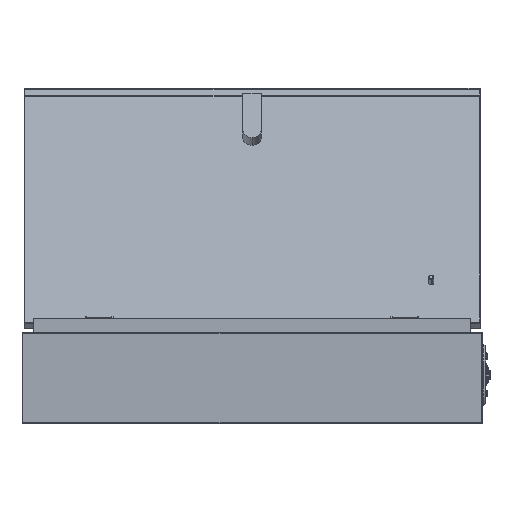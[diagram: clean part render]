
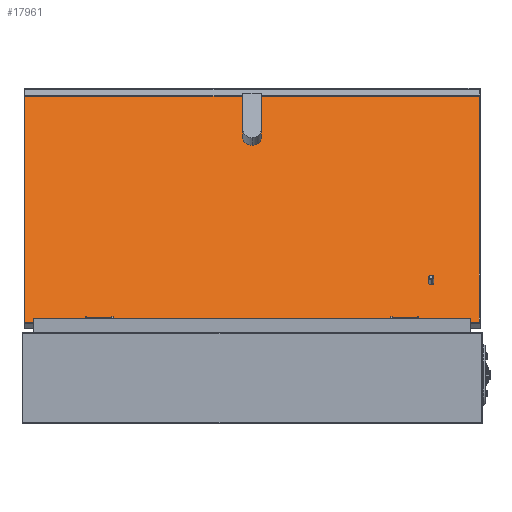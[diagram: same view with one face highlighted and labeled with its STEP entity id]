
A CAD part, left-side view. The second image highlights one B-rep face of the part: STEP entity #17961.
In plain terms, the highlighted face is planar.
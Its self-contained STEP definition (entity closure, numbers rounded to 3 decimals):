
#440 = EDGE_CURVE ( 'NONE', #19064, #4500, #17959, .T. ) ;
#760 = ORIENTED_EDGE ( 'NONE', *, *, #34093, .F. ) ;
#935 = CARTESIAN_POINT ( 'NONE',  ( 90., -220., -1. ) ) ;
#2945 = EDGE_CURVE ( 'NONE', #43688, #51106, #7599, .T. ) ;
#3076 = CARTESIAN_POINT ( 'NONE',  ( -109.5, 0., -1. ) ) ;
#3166 = EDGE_LOOP ( 'NONE', ( #14022, #21501 ) ) ;
#3388 = DIRECTION ( 'NONE',  ( 0., 0., -1. ) ) ;
#4059 = VERTEX_POINT ( 'NONE', #3076 ) ;
#4500 = VERTEX_POINT ( 'NONE', #13642 ) ;
#4695 = VECTOR ( 'NONE', #15421, 1000. ) ;
#5061 = CARTESIAN_POINT ( 'NONE',  ( -98., 0., -1. ) ) ;
#5795 = EDGE_CURVE ( 'NONE', #4059, #26733, #7666, .T. ) ;
#5866 = FACE_BOUND ( 'NONE', #29597, .T. ) ;
#6003 = LINE ( 'NONE', #32946, #7004 ) ;
#7004 = VECTOR ( 'NONE', #10150, 1000. ) ;
#7599 = LINE ( 'NONE', #24464, #33083 ) ;
#7666 = CIRCLE ( 'NONE', #13326, 11.5 ) ;
#8559 = CARTESIAN_POINT ( 'NONE',  ( 96., -220., -1. ) ) ;
#8564 = DIRECTION ( 'NONE',  ( 1., 0., 0. ) ) ;
#10150 = DIRECTION ( 'NONE',  ( -1., 0., 0. ) ) ;
#10544 = AXIS2_PLACEMENT_3D ( 'NONE', #26927, #37030, #13350 ) ;
#11842 = ORIENTED_EDGE ( 'NONE', *, *, #51834, .T. ) ;
#13326 = AXIS2_PLACEMENT_3D ( 'NONE', #5061, #13371, #30345 ) ;
#13350 = DIRECTION ( 'NONE',  ( 1., 0., 0. ) ) ;
#13371 = DIRECTION ( 'NONE',  ( 0., 0., 1. ) ) ;
#13642 = CARTESIAN_POINT ( 'NONE',  ( 152., 279., -1. ) ) ;
#13668 = CIRCLE ( 'NONE', #29183, 3. ) ;
#14022 = ORIENTED_EDGE ( 'NONE', *, *, #19140, .F. ) ;
#14188 = FACE_OUTER_BOUND ( 'NONE', #35361, .T. ) ;
#15421 = DIRECTION ( 'NONE',  ( 0., 1., 0. ) ) ;
#15845 = EDGE_CURVE ( 'NONE', #51106, #19064, #17257, .T. ) ;
#16414 = CARTESIAN_POINT ( 'NONE',  ( 0., -279., -1. ) ) ;
#17257 = LINE ( 'NONE', #16414, #36613 ) ;
#17959 = LINE ( 'NONE', #47496, #4695 ) ;
#17961 = ADVANCED_FACE ( 'NONE', ( #5866, #14188, #29470 ), #36173, .F. ) ;
#19064 = VERTEX_POINT ( 'NONE', #33816 ) ;
#19140 = EDGE_CURVE ( 'NONE', #47340, #31110, #13668, .T. ) ;
#20162 = CARTESIAN_POINT ( 'NONE',  ( -152., -279., -1. ) ) ;
#20652 = CIRCLE ( 'NONE', #30421, 3. ) ;
#20745 = ORIENTED_EDGE ( 'NONE', *, *, #2945, .F. ) ;
#20794 = CIRCLE ( 'NONE', #34727, 11.5 ) ;
#21501 = ORIENTED_EDGE ( 'NONE', *, *, #50861, .F. ) ;
#21912 = DIRECTION ( 'NONE',  ( 0., -1., 0. ) ) ;
#24464 = CARTESIAN_POINT ( 'NONE',  ( -152., 0., -1. ) ) ;
#24582 = ORIENTED_EDGE ( 'NONE', *, *, #5795, .T. ) ;
#26188 = CARTESIAN_POINT ( 'NONE',  ( -86.5, 0., -1. ) ) ;
#26269 = DIRECTION ( 'NONE',  ( 0., 0., -1. ) ) ;
#26733 = VERTEX_POINT ( 'NONE', #26188 ) ;
#26927 = CARTESIAN_POINT ( 'NONE',  ( 0., 0., -1. ) ) ;
#26940 = DIRECTION ( 'NONE',  ( 1., 0., 0. ) ) ;
#28798 = DIRECTION ( 'NONE',  ( 0., 0., 1. ) ) ;
#29183 = AXIS2_PLACEMENT_3D ( 'NONE', #33847, #26269, #50625 ) ;
#29470 = FACE_BOUND ( 'NONE', #3166, .T. ) ;
#29597 = EDGE_LOOP ( 'NONE', ( #11842, #24582 ) ) ;
#29643 = CARTESIAN_POINT ( 'NONE',  ( -98., 0., -1. ) ) ;
#30345 = DIRECTION ( 'NONE',  ( 1., 0., 0. ) ) ;
#30421 = AXIS2_PLACEMENT_3D ( 'NONE', #49604, #3388, #26940 ) ;
#31110 = VERTEX_POINT ( 'NONE', #935 ) ;
#32946 = CARTESIAN_POINT ( 'NONE',  ( 0., 279., -1. ) ) ;
#33083 = VECTOR ( 'NONE', #21912, 1000. ) ;
#33269 = CARTESIAN_POINT ( 'NONE',  ( -152., 279., -1. ) ) ;
#33816 = CARTESIAN_POINT ( 'NONE',  ( 152., -279., -1. ) ) ;
#33847 = CARTESIAN_POINT ( 'NONE',  ( 93., -220., -1. ) ) ;
#34093 = EDGE_CURVE ( 'NONE', #4500, #43688, #6003, .T. ) ;
#34727 = AXIS2_PLACEMENT_3D ( 'NONE', #29643, #28798, #8564 ) ;
#35361 = EDGE_LOOP ( 'NONE', ( #20745, #760, #38556, #45599 ) ) ;
#36173 = PLANE ( 'NONE',  #10544 ) ;
#36613 = VECTOR ( 'NONE', #48462, 1000. ) ;
#37030 = DIRECTION ( 'NONE',  ( 0., 0., 1. ) ) ;
#38556 = ORIENTED_EDGE ( 'NONE', *, *, #440, .F. ) ;
#43688 = VERTEX_POINT ( 'NONE', #33269 ) ;
#45599 = ORIENTED_EDGE ( 'NONE', *, *, #15845, .F. ) ;
#47340 = VERTEX_POINT ( 'NONE', #8559 ) ;
#47496 = CARTESIAN_POINT ( 'NONE',  ( 152., 0., -1. ) ) ;
#48462 = DIRECTION ( 'NONE',  ( 1., 0., 0. ) ) ;
#49604 = CARTESIAN_POINT ( 'NONE',  ( 93., -220., -1. ) ) ;
#50625 = DIRECTION ( 'NONE',  ( 1., 0., 0. ) ) ;
#50861 = EDGE_CURVE ( 'NONE', #31110, #47340, #20652, .T. ) ;
#51106 = VERTEX_POINT ( 'NONE', #20162 ) ;
#51834 = EDGE_CURVE ( 'NONE', #26733, #4059, #20794, .T. ) ;
